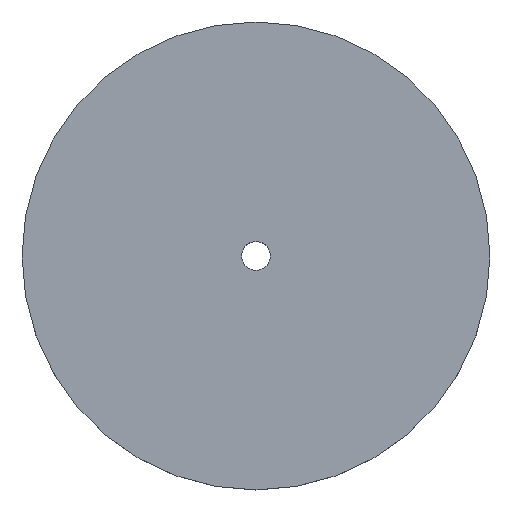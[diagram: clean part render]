
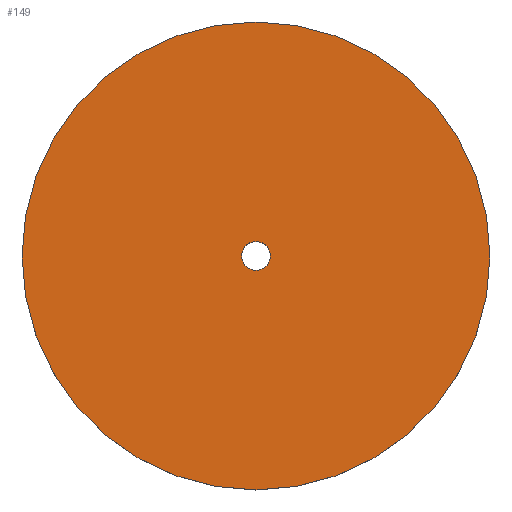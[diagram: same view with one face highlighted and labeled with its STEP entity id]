
A CAD part, top view. The second image highlights one B-rep face of the part: STEP entity #149.
In plain terms, the highlighted planar face has unit normal (0, 0, 1).
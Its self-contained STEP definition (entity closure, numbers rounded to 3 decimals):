
#12 = EDGE_CURVE ( 'NONE', #118, #62, #208, .T. ) ;
#23 = ORIENTED_EDGE ( 'NONE', *, *, #12, .T. ) ;
#28 = EDGE_CURVE ( 'NONE', #62, #118, #104, .T. ) ;
#31 = VERTEX_POINT ( 'NONE', #222 ) ;
#34 = DIRECTION ( 'NONE',  ( 0., 0., 1. ) ) ;
#39 = PLANE ( 'NONE',  #181 ) ;
#52 = CARTESIAN_POINT ( 'NONE',  ( 0., 0., 1. ) ) ;
#56 = DIRECTION ( 'NONE',  ( 0., 0., 1. ) ) ;
#59 = AXIS2_PLACEMENT_3D ( 'NONE', #71, #70, #148 ) ;
#62 = VERTEX_POINT ( 'NONE', #185 ) ;
#67 = EDGE_CURVE ( 'NONE', #31, #244, #107, .T. ) ;
#70 = DIRECTION ( 'NONE',  ( 0., 0., 1. ) ) ;
#71 = CARTESIAN_POINT ( 'NONE',  ( 0., 0., 1. ) ) ;
#76 = CARTESIAN_POINT ( 'NONE',  ( 0., 0., 1. ) ) ;
#78 = AXIS2_PLACEMENT_3D ( 'NONE', #91, #203, #110 ) ;
#90 = DIRECTION ( 'NONE',  ( 1., 0., 0. ) ) ;
#91 = CARTESIAN_POINT ( 'NONE',  ( 0., 0., 1. ) ) ;
#104 = CIRCLE ( 'NONE', #78, 6.5 ) ;
#106 = CARTESIAN_POINT ( 'NONE',  ( -0.4, 0., 1. ) ) ;
#107 = CIRCLE ( 'NONE', #59, 0.4 ) ;
#109 = EDGE_LOOP ( 'NONE', ( #194, #23 ) ) ;
#110 = DIRECTION ( 'NONE',  ( 1., 0., 0. ) ) ;
#118 = VERTEX_POINT ( 'NONE', #174 ) ;
#119 = EDGE_LOOP ( 'NONE', ( #151, #233 ) ) ;
#125 = AXIS2_PLACEMENT_3D ( 'NONE', #52, #34, #187 ) ;
#129 = CARTESIAN_POINT ( 'NONE',  ( 0., 0., 1. ) ) ;
#148 = DIRECTION ( 'NONE',  ( 1., 0., 0. ) ) ;
#149 = ADVANCED_FACE ( 'NONE', ( #248, #228 ), #39, .T. ) ;
#151 = ORIENTED_EDGE ( 'NONE', *, *, #246, .F. ) ;
#154 = DIRECTION ( 'NONE',  ( 1., 0., 0. ) ) ;
#160 = AXIS2_PLACEMENT_3D ( 'NONE', #129, #201, #90 ) ;
#174 = CARTESIAN_POINT ( 'NONE',  ( 6.5, 0., 1. ) ) ;
#181 = AXIS2_PLACEMENT_3D ( 'NONE', #76, #56, #154 ) ;
#185 = CARTESIAN_POINT ( 'NONE',  ( -6.5, 0., 1. ) ) ;
#187 = DIRECTION ( 'NONE',  ( 1., 0., 0. ) ) ;
#194 = ORIENTED_EDGE ( 'NONE', *, *, #28, .T. ) ;
#201 = DIRECTION ( 'NONE',  ( 0., 0., 1. ) ) ;
#203 = DIRECTION ( 'NONE',  ( 0., 0., 1. ) ) ;
#206 = CIRCLE ( 'NONE', #160, 0.4 ) ;
#208 = CIRCLE ( 'NONE', #125, 6.5 ) ;
#222 = CARTESIAN_POINT ( 'NONE',  ( 0.4, 0., 1. ) ) ;
#228 = FACE_BOUND ( 'NONE', #119, .T. ) ;
#233 = ORIENTED_EDGE ( 'NONE', *, *, #67, .F. ) ;
#244 = VERTEX_POINT ( 'NONE', #106 ) ;
#246 = EDGE_CURVE ( 'NONE', #244, #31, #206, .T. ) ;
#248 = FACE_OUTER_BOUND ( 'NONE', #109, .T. ) ;
